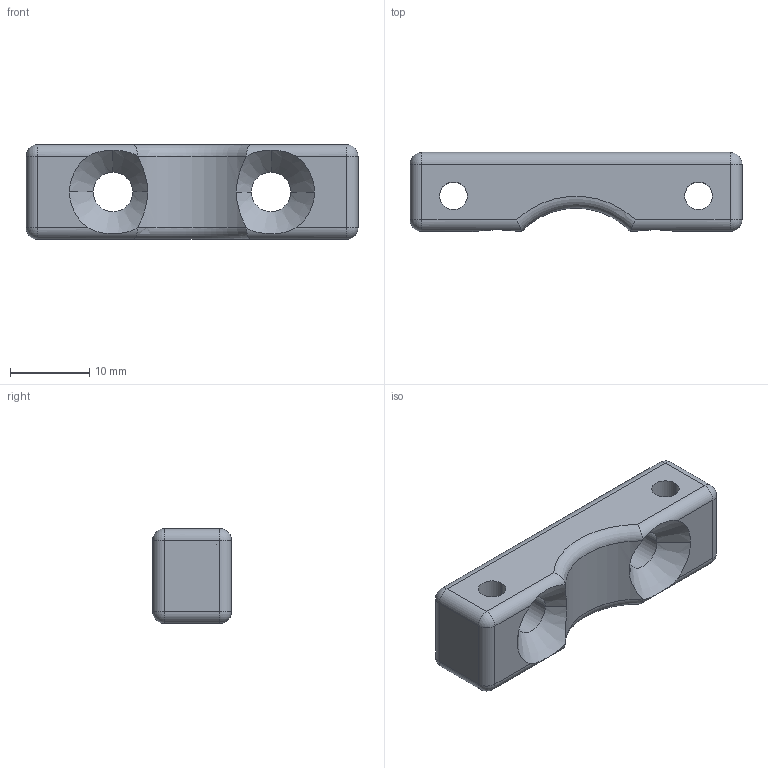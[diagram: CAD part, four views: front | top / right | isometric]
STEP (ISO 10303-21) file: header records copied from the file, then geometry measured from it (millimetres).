
FILE_DESCRIPTION (( 'STEP AP214' ), '1' );
FILE_NAME ('Z motor bracket.step', '2018-06-21T13:00:14', ( 'User' ), ( 'china' ), 'SwSTEP 2.0', 'SolidWorks 2016', '' );
FILE_SCHEMA (( 'AUTOMOTIVE_DESIGN' ));
Length unit declared in the file: millimetre
Products named in the file (1): Z motor bracket
Bounding box: 42 x 10 x 12 mm (x, y, z)
Volume: 3775.8 mm3; surface area: 2297.7 mm2
Topology: 1 solids, 1 shells, 47 faces, 119 edges, 64 vertices
Faces by surface type: cylinder 24, sphere 8, plane 7, cone 6, torus 2
Entity records: 1507 total; most frequent: CARTESIAN_POINT 381, DIRECTION 239, ORIENTED_EDGE 222, EDGE_CURVE 111, AXIS2_PLACEMENT_3D 98, VERTEX_POINT 64, EDGE_LOOP 53, CIRCLE 50
